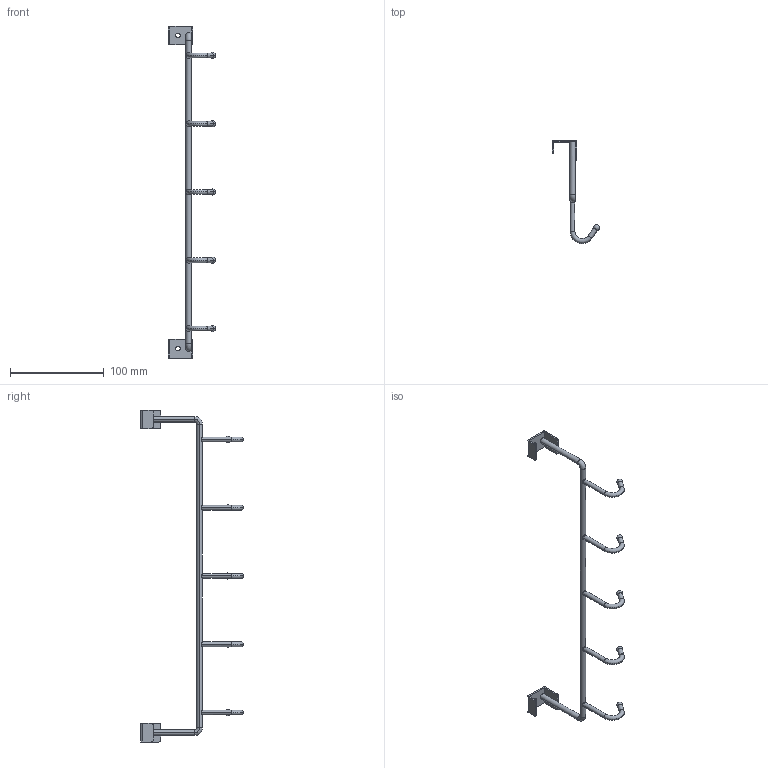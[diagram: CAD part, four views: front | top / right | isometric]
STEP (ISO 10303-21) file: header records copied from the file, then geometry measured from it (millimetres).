
FILE_DESCRIPTION(('Creo Elements/Direct Modeling STEP Export'),'2;1');
FILE_NAME('2378-355.stp','2022-01-27T10:12:29',(''),(''),'Creo Elements/Direct Modeling STEP processor for AP214 (Solid Model)','Creo Elements/Direct Modeling 20.0 12-Nov-2016 (C) Parametric Technology GmbH','');
FILE_SCHEMA(('AUTOMOTIVE_DESIGN { 1 0 10303 214 1 1 1 1 }'));
Length unit declared in the file: millimetre
Products named in the file (2): FE-9945
Assembly tree (1 placements, depth 2):
  FE-9945
    FE-9945
Bounding box: 50.3 x 109.98 x 355 mm (x, y, z)
Volume: 23474.7 mm3; surface area: 19195.3 mm2
Topology: 1 solids, 1 shells, 98 faces, 256 edges, 155 vertices
Faces by surface type: cylinder 42, plane 22, torus 14, sphere 10, bspline 10
Entity records: 12592 total; most frequent: CARTESIAN_POINT 10398, ORIENTED_EDGE 492, DIRECTION 416, EDGE_CURVE 246, AXIS2_PLACEMENT_3D 159, VERTEX_POINT 155, EDGE_LOOP 107, FACE_OUTER_BOUND 98
